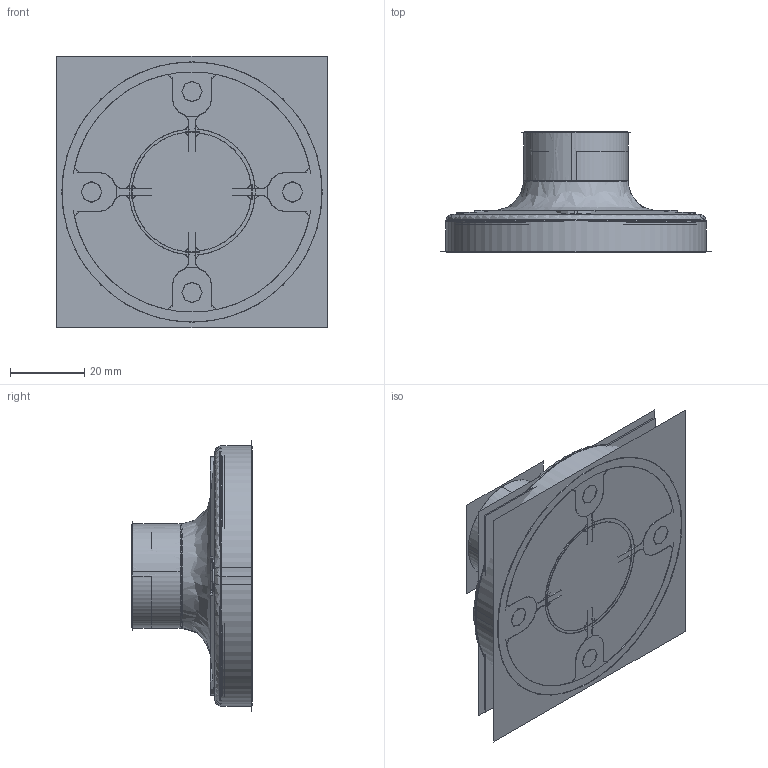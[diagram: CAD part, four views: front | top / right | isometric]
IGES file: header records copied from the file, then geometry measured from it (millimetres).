
Start section:  PTC IGES file: 192432.igs
Global section: file name: 192432.igs; native system: Creo Parametric by Parametric Technology Corporation; preprocessor: 2013230; author: pdmadmin; organization: Unknown; date: 20151223.101402; units: millimetre
Bounding box: 72.8 x 32.43 x 72.86 mm (x, y, z)
Volume: 26681.9 mm3; surface area: 149333 mm2
Topology: 1 solids, 1 shells, 490 faces, 2474 edges, 3116 vertices
Faces by surface type: revolution 252, bspline 238
